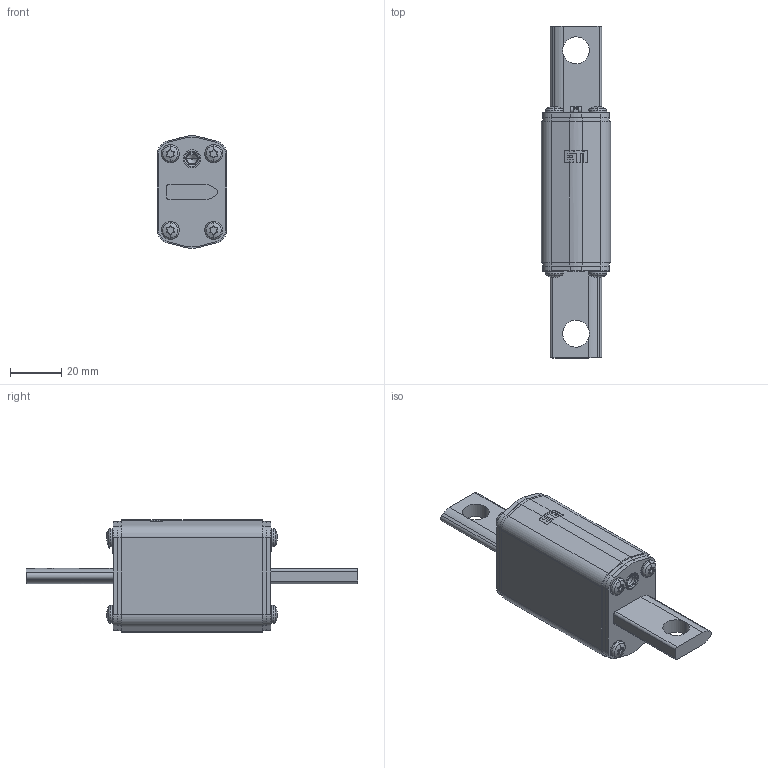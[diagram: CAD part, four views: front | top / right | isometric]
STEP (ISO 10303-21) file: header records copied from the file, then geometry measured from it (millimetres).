
FILE_DESCRIPTION((''),'2;1');
FILE_NAME('004362217_NHS0_108__M10_UQ_ASM-_ASM','2025-03-19T13:54:19',('klemen.sitar'),('Audax d.o.o.'),'CREO PARAMETRIC BY PTC INC, 2021304','CREO PARAMETRIC BY PTC INC, 2021304','');
FILE_SCHEMA(('AP242_MANAGED_MODEL_BASED_3D_ENGINEERING_MIM_LF { 1 0 10303 442 1 1 4 }'));
Length unit declared in the file: millimetre
Products named in the file (10): OSNOVA_M0UQ_7; 0000029834_1; 0000035178_1; 0000035182_1; 0000035183_ASM_1_ASM; 0000031301_2; 0000002790_2; 0000011586_1; 0000011580_1; 004362217_NHS0_108__M10_UQ_ASM-_ASM
Assembly tree (18 placements, depth 3):
  004362217_NHS0_108__M10_UQ_ASM-_ASM
    OSNOVA_M0UQ_7
    0000029834_1  x2
    0000035183_ASM_1_ASM  x2
      0000035178_1
      0000035182_1
    0000031301_2  x8
    0000002790_2
    0000011586_1
    0000011580_1
Bounding box: 27 x 129.7 x 43.96 mm (x, y, z)
Volume: 52861.9 mm3; surface area: 27898.9 mm2
Topology: 18 solids, 26 shells, 964 faces, 2519 edges, 1576 vertices
Faces by surface type: plane 454, cylinder 419, torus 48, bspline 19, sphere 16, cone 8
Entity records: 13507 total; most frequent: CARTESIAN_POINT 2355, DIRECTION 1747, ORIENTED_EDGE 1636, EDGE_CURVE 821, PRESENTATION_STYLE_ASSIGNMENT 722, STYLED_ITEM 722, AXIS2_PLACEMENT_3D 659, CURVE_STYLE 658
